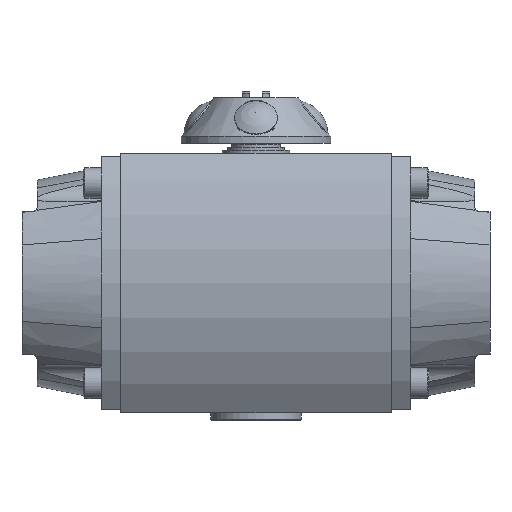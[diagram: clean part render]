
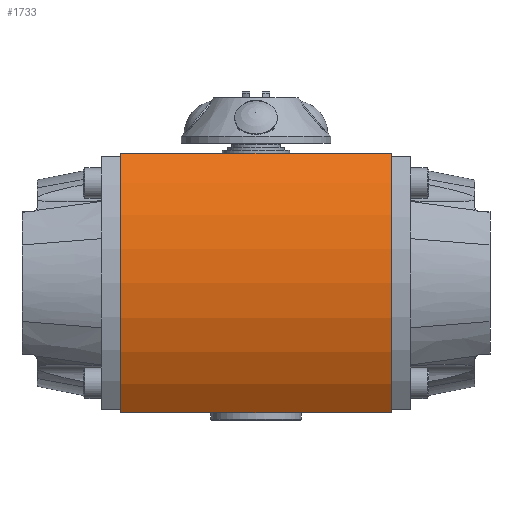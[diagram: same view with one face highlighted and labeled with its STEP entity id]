
A CAD part, left-side view. The second image highlights one B-rep face of the part: STEP entity #1733.
In plain terms, the highlighted cylindrical face has radius 71.96 mm (diameter 143.92 mm), a partial arc.
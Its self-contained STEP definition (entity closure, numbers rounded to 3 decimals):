
#644=CARTESIAN_POINT('',(-24.3,44.63,-42.75));
#645=VERTEX_POINT('',#644);
#662=CARTESIAN_POINT('',(-24.3,-44.63,-42.75));
#663=VERTEX_POINT('',#662);
#670=CARTESIAN_POINT('',(-24.3,-44.63,-42.75));
#671=DIRECTION('',(0.0,1.0,0.0));
#672=VECTOR('',#671,89.26);
#673=LINE('',#670,#672);
#674=EDGE_CURVE('',#663,#645,#673,.T.);
#1637=CARTESIAN_POINT('',(-24.3,-44.63,42.75));
#1638=VERTEX_POINT('',#1637);
#1645=CARTESIAN_POINT('',(33.585,-44.63,0.0));
#1646=DIRECTION('',(0.0,1.0,0.0));
#1647=DIRECTION('',(-0.804,0.0,-0.594));
#1648=AXIS2_PLACEMENT_3D('',#1645,#1646,#1647);
#1649=CIRCLE('',#1648,71.96);
#1650=EDGE_CURVE('',#663,#1638,#1649,.T.);
#1677=CARTESIAN_POINT('',(-24.3,44.63,42.75));
#1678=VERTEX_POINT('',#1677);
#1685=CARTESIAN_POINT('',(-24.3,-44.63,42.75));
#1686=DIRECTION('',(0.0,1.0,0.0));
#1687=VECTOR('',#1686,89.26);
#1688=LINE('',#1685,#1687);
#1689=EDGE_CURVE('',#1638,#1678,#1688,.T.);
#1716=CARTESIAN_POINT('',(33.585,0.0,0.0));
#1717=DIRECTION('',(0.0,1.0,0.0));
#1718=DIRECTION('',(-0.804,0.0,-0.594));
#1719=AXIS2_PLACEMENT_3D('',#1716,#1717,#1718);
#1720=CYLINDRICAL_SURFACE('',#1719,71.96);
#1721=CARTESIAN_POINT('',(33.585,44.63,0.0));
#1722=DIRECTION('',(0.0,-1.0,0.0));
#1723=DIRECTION('',(-0.804,0.0,-0.594));
#1724=AXIS2_PLACEMENT_3D('',#1721,#1722,#1723);
#1725=CIRCLE('',#1724,71.96);
#1726=EDGE_CURVE('',#1678,#645,#1725,.T.);
#1727=ORIENTED_EDGE('',*,*,#1726,.T.);
#1728=ORIENTED_EDGE('',*,*,#674,.F.);
#1729=ORIENTED_EDGE('',*,*,#1650,.T.);
#1730=ORIENTED_EDGE('',*,*,#1689,.T.);
#1731=EDGE_LOOP('',(#1727,#1728,#1729,#1730));
#1732=FACE_OUTER_BOUND('',#1731,.T.);
#1733=ADVANCED_FACE('',(#1732),#1720,.T.);
